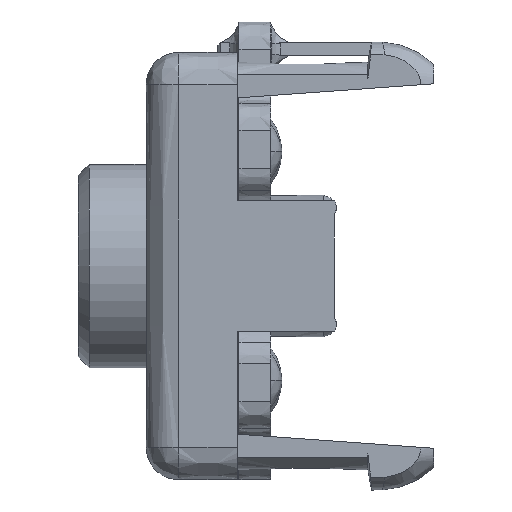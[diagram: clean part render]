
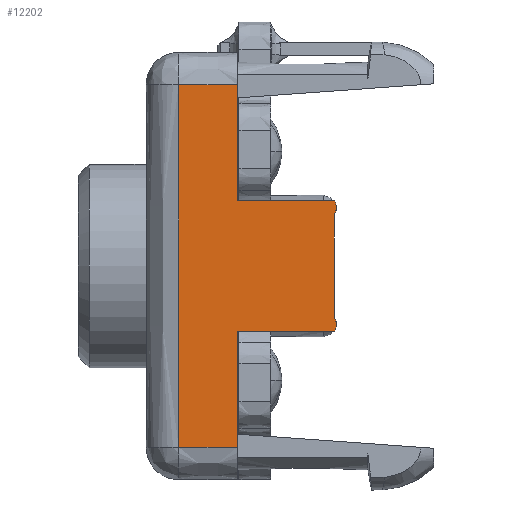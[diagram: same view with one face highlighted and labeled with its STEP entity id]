
A CAD part, left-side view. The second image highlights one B-rep face of the part: STEP entity #12202.
In plain terms, the highlighted free-form (B-spline) face has degree [1, 1] with [2, 2] control points.
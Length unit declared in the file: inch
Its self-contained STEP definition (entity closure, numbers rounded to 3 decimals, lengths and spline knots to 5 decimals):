
#3911=DIRECTION('',(0.,0.,1.));
#3912=VECTOR('',#3911,0.214);
#3913=CARTESIAN_POINT('',(-0.3905,0.,-0.334));
#3914=LINE('',#3913,#3912);
#4054=DIRECTION('',(0.,0.,1.));
#4055=VECTOR('',#4054,0.214);
#4056=CARTESIAN_POINT('',(-0.3905,0.,0.12));
#4057=LINE('',#4056,#4055);
#4299=CARTESIAN_POINT('',(-0.3905,-0.163,-0.108));
#4300=DIRECTION('',(1.,0.,0.));
#4301=DIRECTION('',(0.,-0.8,0.6));
#4302=AXIS2_PLACEMENT_3D('',#4299,#4300,#4301);
#4307=DIRECTION('',(0.,-1.,0.));
#4308=VECTOR('',#4307,0.179);
#4309=CARTESIAN_POINT('',(-0.3905,0.,0.12));
#4310=LINE('',#4309,#4308);
#4314=CARTESIAN_POINT('',(-0.3905,-0.163,0.108));
#4315=DIRECTION('',(1.,0.,0.));
#4316=DIRECTION('',(0.,-0.8,0.6));
#4317=AXIS2_PLACEMENT_3D('',#4314,#4315,#4316);
#4322=DIRECTION('',(0.,0.,1.));
#4323=VECTOR('',#4322,0.192);
#4324=CARTESIAN_POINT('',(-0.3905,-0.179,-0.096));
#4325=LINE('',#4324,#4323);
#4336=DIRECTION('',(0.,-1.,0.));
#4337=VECTOR('',#4336,0.179);
#4338=CARTESIAN_POINT('',(-0.3905,0.,-0.12));
#4339=LINE('',#4338,#4337);
#5682=DIRECTION('',(0.,-1.,0.));
#5683=VECTOR('',#5682,0.108);
#5684=CARTESIAN_POINT('',(-0.3905,0.108,0.334));
#5685=LINE('',#5684,#5683);
#5704=DIRECTION('',(0.,0.,1.));
#5705=VECTOR('',#5704,0.668);
#5706=CARTESIAN_POINT('',(-0.3905,0.108,-0.334));
#5707=LINE('',#5706,#5705);
#5749=DIRECTION('',(0.,-1.,0.));
#5750=VECTOR('',#5749,0.108);
#5751=CARTESIAN_POINT('',(-0.3905,0.108,-0.334));
#5752=LINE('',#5751,#5750);
#6954=CARTESIAN_POINT('',(-0.3905,0.108,-0.334));
#6955=CARTESIAN_POINT('',(-0.3905,0.108,0.334));
#6956=VERTEX_POINT('',#6954);
#6957=VERTEX_POINT('',#6955);
#6980=CARTESIAN_POINT('',(-0.3905,0.,0.334));
#6981=VERTEX_POINT('',#6980);
#6984=CARTESIAN_POINT('',(-0.3905,0.,-0.334));
#6985=VERTEX_POINT('',#6984);
#7082=CARTESIAN_POINT('',(-0.3905,0.,-0.12));
#7083=VERTEX_POINT('',#7082);
#7084=CARTESIAN_POINT('',(-0.3905,0.,0.12));
#7085=VERTEX_POINT('',#7084);
#7106=CARTESIAN_POINT('',(-0.3905,-0.179,-0.096));
#7107=CARTESIAN_POINT('',(-0.3905,-0.179,-0.12));
#7108=VERTEX_POINT('',#7106);
#7109=VERTEX_POINT('',#7107);
#7110=CARTESIAN_POINT('',(-0.3905,-0.179,0.096));
#7111=VERTEX_POINT('',#7110);
#7112=CARTESIAN_POINT('',(-0.3905,-0.179,0.12));
#7113=VERTEX_POINT('',#7112);
#12178=CARTESIAN_POINT('',(-0.3905,-0.18887,-0.34736));
#12179=CARTESIAN_POINT('',(-0.3905,0.11382,-0.34736));
#12180=CARTESIAN_POINT('',(-0.3905,-0.18887,0.34736));
#12181=CARTESIAN_POINT('',(-0.3905,0.11382,0.34736));
#12182=B_SPLINE_SURFACE_WITH_KNOTS('',1,1,((#12178,#12179),(#12180,#12181)),
.UNSPECIFIED.,.F.,.F.,.F.,(2,2),(2,2),(0.04664,0.74136),(-0.18887,
0.11382),.UNSPECIFIED.);
#12183=ORIENTED_EDGE('',*,*,#12137,.T.);
#12185=ORIENTED_EDGE('',*,*,#12184,.F.);
#12186=ORIENTED_EDGE('',*,*,#11923,.F.);
#12188=ORIENTED_EDGE('',*,*,#12187,.F.);
#12190=ORIENTED_EDGE('',*,*,#12189,.T.);
#12192=ORIENTED_EDGE('',*,*,#12191,.T.);
#12193=ORIENTED_EDGE('',*,*,#11987,.F.);
#12195=ORIENTED_EDGE('',*,*,#12194,.T.);
#12197=ORIENTED_EDGE('',*,*,#12196,.T.);
#12199=ORIENTED_EDGE('',*,*,#12198,.F.);
#12200=EDGE_LOOP('',(#12183,#12185,#12186,#12188,#12190,#12192,#12193,#12195,
#12197,#12199));
#12201=FACE_OUTER_BOUND('',#12200,.F.);
#12202=ADVANCED_FACE('',(#12201),#12182,.T.);
#4303=CIRCLE('',#4302,0.02);
#4318=CIRCLE('',#4317,0.02);
#11923=EDGE_CURVE('',#6985,#7083,#3914,.T.);
#11987=EDGE_CURVE('',#7085,#6981,#4057,.T.);
#12137=EDGE_CURVE('',#7108,#7109,#4303,.T.);
#12184=EDGE_CURVE('',#7083,#7109,#4339,.T.);
#12187=EDGE_CURVE('',#6956,#6985,#5752,.T.);
#12189=EDGE_CURVE('',#6956,#6957,#5707,.T.);
#12191=EDGE_CURVE('',#6957,#6981,#5685,.T.);
#12194=EDGE_CURVE('',#7085,#7113,#4310,.T.);
#12196=EDGE_CURVE('',#7113,#7111,#4318,.T.);
#12198=EDGE_CURVE('',#7108,#7111,#4325,.T.);
